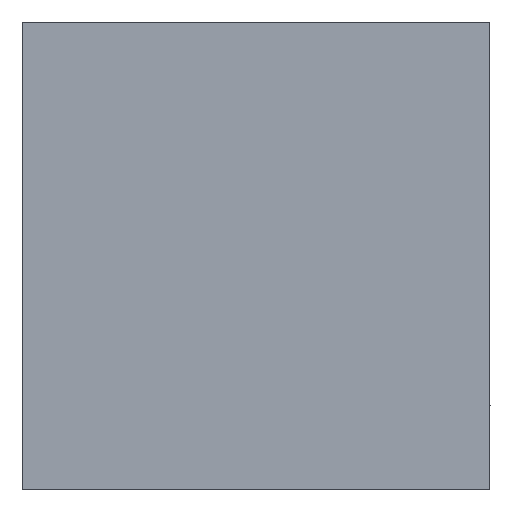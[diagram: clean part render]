
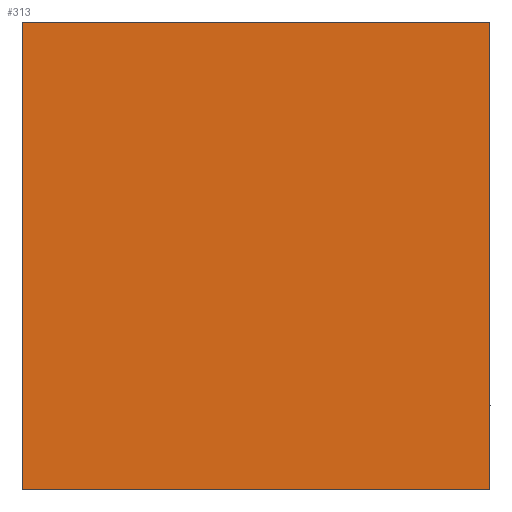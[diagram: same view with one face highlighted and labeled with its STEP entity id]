
A CAD part, left-side view. The second image highlights one B-rep face of the part: STEP entity #313.
In plain terms, the highlighted planar face has unit normal (-1, 0, 0).
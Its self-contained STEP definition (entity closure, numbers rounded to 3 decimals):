
#38=PLANE('',#360);
#53=FACE_OUTER_BOUND('',#86,.T.);
#86=EDGE_LOOP('',(#286,#287,#288,#289));
#102=LINE('',#519,#123);
#103=LINE('',#522,#124);
#105=LINE('',#526,#126);
#107=LINE('',#529,#128);
#123=VECTOR('',#436,10.);
#124=VECTOR('',#439,10.);
#126=VECTOR('',#443,10.);
#128=VECTOR('',#447,10.);
#169=VERTEX_POINT('',#515);
#170=VERTEX_POINT('',#517);
#171=VERTEX_POINT('',#521);
#172=VERTEX_POINT('',#525);
#206=EDGE_CURVE('',#169,#170,#102,.T.);
#207=EDGE_CURVE('',#170,#171,#103,.T.);
#209=EDGE_CURVE('',#171,#172,#105,.T.);
#211=EDGE_CURVE('',#172,#169,#107,.T.);
#286=ORIENTED_EDGE('',*,*,#211,.T.);
#287=ORIENTED_EDGE('',*,*,#206,.T.);
#288=ORIENTED_EDGE('',*,*,#207,.T.);
#289=ORIENTED_EDGE('',*,*,#209,.T.);
#313=ADVANCED_FACE('',(#53),#38,.F.);
#360=AXIS2_PLACEMENT_3D('',#530,#448,#449);
#436=DIRECTION('',(0.,1.,0.));
#439=DIRECTION('',(0.,0.,-1.));
#443=DIRECTION('',(0.,-1.,0.));
#447=DIRECTION('',(0.,0.,1.));
#448=DIRECTION('center_axis',(1.,0.,0.));
#449=DIRECTION('ref_axis',(0.,0.,-1.));
#515=CARTESIAN_POINT('',(0.,0.,8.));
#517=CARTESIAN_POINT('',(0.,8.,8.));
#519=CARTESIAN_POINT('',(0.,4.,8.));
#521=CARTESIAN_POINT('',(0.,8.,0.));
#522=CARTESIAN_POINT('',(0.,8.,4.));
#525=CARTESIAN_POINT('',(0.,0.,0.));
#526=CARTESIAN_POINT('',(0.,4.,0.));
#529=CARTESIAN_POINT('',(0.,0.,4.));
#530=CARTESIAN_POINT('Origin',(0.,4.,4.));
